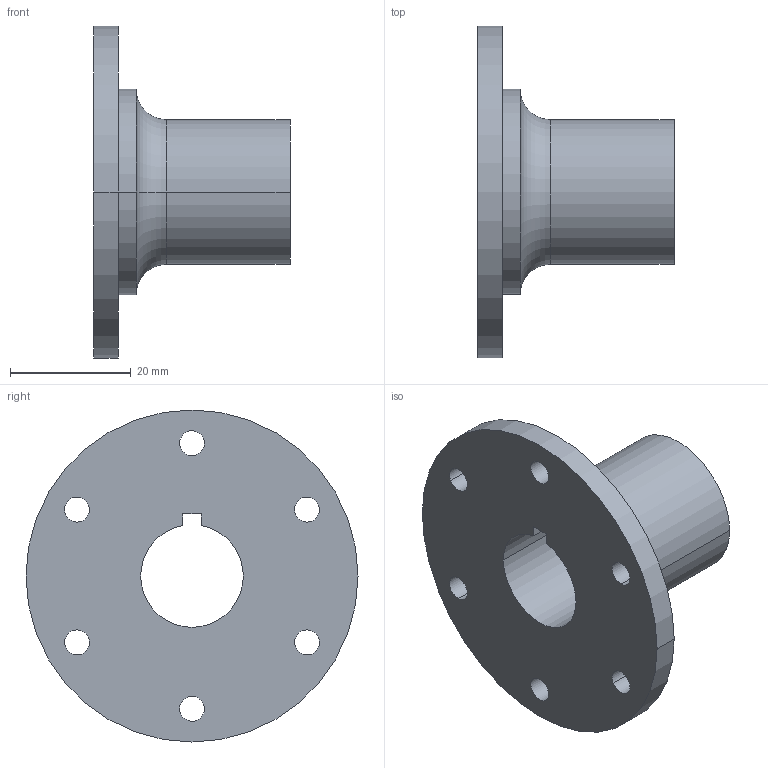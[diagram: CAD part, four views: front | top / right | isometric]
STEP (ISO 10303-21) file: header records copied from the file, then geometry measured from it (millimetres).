
FILE_DESCRIPTION(('CATIA V5 STEP Exchange'),'2;1');
FILE_NAME('Support_Disque.stp','2017-02-26T19:28:02+00:00',('none'),('none'),'CATIA Version 5 Release 20 GA (IN-10)','CATIA V5 STEP AP203','none');
FILE_SCHEMA(('CONFIG_CONTROL_DESIGN'));
Length unit declared in the file: millimetre
Products named in the file (1): Support_Disque
Bounding box: 32.5 x 55 x 55 mm (x, y, z)
Volume: 16319.9 mm3; surface area: 9067 mm2
Topology: 1 solids, 1 shells, 31 faces, 80 edges, 52 vertices
Faces by surface type: cylinder 22, plane 6, torus 2, cone 1
Entity records: 943 total; most frequent: CARTESIAN_POINT 163, ORIENTED_EDGE 160, DIRECTION 118, EDGE_CURVE 80, AXIS2_PLACEMENT_3D 67, VERTEX_POINT 52, CIRCLE 46, EDGE_LOOP 46
